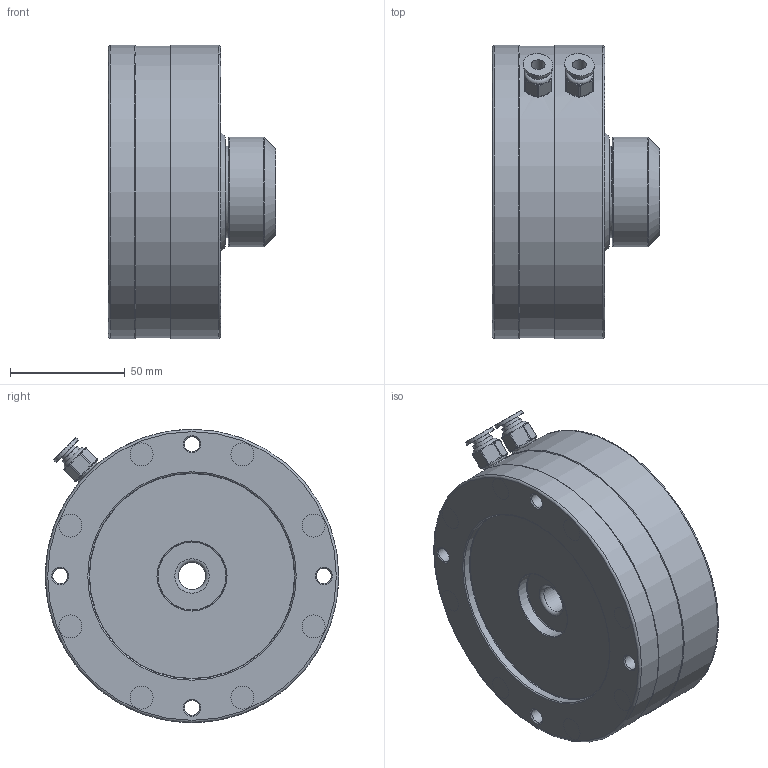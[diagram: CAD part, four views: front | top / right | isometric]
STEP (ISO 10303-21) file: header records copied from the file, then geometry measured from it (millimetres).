
FILE_DESCRIPTION (( 'STEP AP214' ), '1' );
FILE_NAME ('GEP-20+ER-20.STEP', '2025-02-19T09:57:02', ( '' ), ( '' ), 'SwSTEP 2.0', 'SolidWorks 2023', '' );
FILE_SCHEMA (( 'AUTOMOTIVE_DESIGN' ));
Length unit declared in the file: millimetre
Products named in the file (3): GEP-20; GEP-20+ER-20; ER-20 筒夹
Assembly tree (2 placements, depth 2):
  GEP-20+ER-20
    GEP-20
    ER-20 筒夹
Bounding box: 73 x 128 x 128 mm (x, y, z)
Volume: 624699.4 mm3; surface area: 72727.7 mm2
Topology: 7 solids, 7 shells, 621 faces, 1603 edges, 966 vertices
Faces by surface type: plane 287, cylinder 123, bspline 109, cone 47, torus 31, sphere 24
Full cylindrical faces by diameter (mm): 3.3 x2, 4 x2, 6 x2, 6.6 x4, 8 x2, 9.093 x2, 9.5 x2, 10 x2, 11 x4, 12 x2, 21 x1, 30.1 x1, 40 x13, 48 x1, 90 x1, 127.4 x1, 128 x2
Entity records: 31595 total; most frequent: CARTESIAN_POINT 12100, ORIENTED_EDGE 2800, DIRECTION 2574, EDGE_CURVE 1400, AXIS2_PLACEMENT_3D 959, VERTEX_POINT 913, EDGE_LOOP 737, FACE_OUTER_BOUND 658
